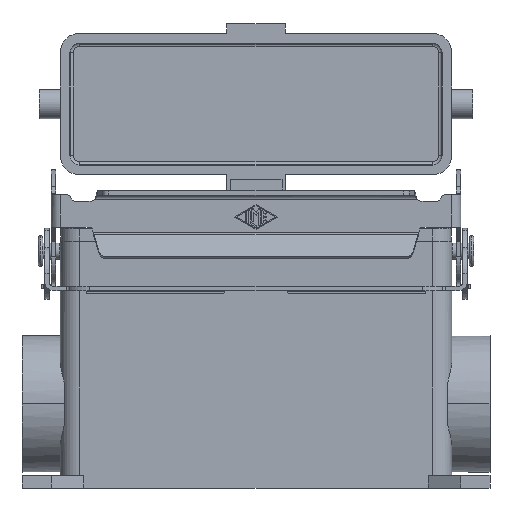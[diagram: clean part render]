
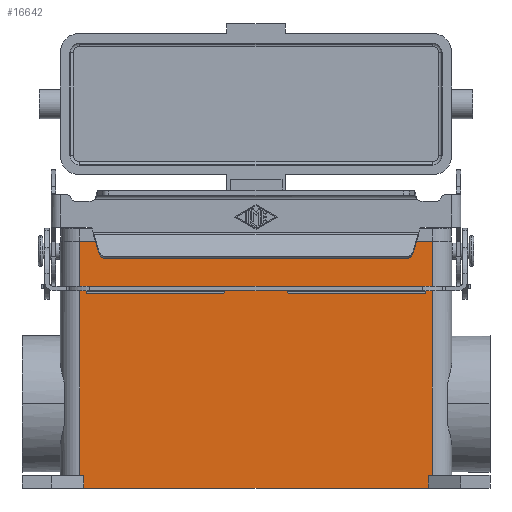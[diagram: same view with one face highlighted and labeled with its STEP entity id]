
A CAD part, front view. The second image highlights one B-rep face of the part: STEP entity #16642.
In plain terms, the highlighted planar face has unit normal (0, -1, 0).
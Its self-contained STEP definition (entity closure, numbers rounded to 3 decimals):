
#16403=CARTESIAN_POINT('',(53.0,-22.25,-73.0));
#16404=VERTEX_POINT('',#16403);
#16411=CARTESIAN_POINT('',(-53.0,-22.25,-73.0));
#16412=VERTEX_POINT('',#16411);
#16413=CARTESIAN_POINT('',(53.0,-22.25,-73.0));
#16414=DIRECTION('',(-1.0,0.0,0.0));
#16415=VECTOR('',#16414,106.0);
#16416=LINE('',#16413,#16415);
#16417=EDGE_CURVE('',#16404,#16412,#16416,.T.);
#16568=CARTESIAN_POINT('',(-53.0,-22.25,-69.));
#16569=VERTEX_POINT('',#16568);
#16578=CARTESIAN_POINT('',(-53.0,-22.25,-73.0));
#16579=DIRECTION('',(0.0,0.0,1.0));
#16580=VECTOR('',#16579,4.);
#16581=LINE('',#16578,#16580);
#16582=EDGE_CURVE('',#16412,#16569,#16581,.T.);
#16587=CARTESIAN_POINT('',(53.0,-22.25,-73.0));
#16588=DIRECTION('',(0.0,-1.0,0.0));
#16589=DIRECTION('',(0.0,0.0,-1.0));
#16590=AXIS2_PLACEMENT_3D('',#16587,#16588,#16589);
#16591=PLANE('',#16590);
#16592=ORIENTED_EDGE('',*,*,#16582,.F.);
#16593=ORIENTED_EDGE('',*,*,#16417,.F.);
#16594=CARTESIAN_POINT('',(53.0,-22.25,-69.));
#16595=VERTEX_POINT('',#16594);
#16596=CARTESIAN_POINT('',(53.0,-22.25,-73.0));
#16597=DIRECTION('',(0.0,0.0,1.0));
#16598=VECTOR('',#16597,4.);
#16599=LINE('',#16596,#16598);
#16600=EDGE_CURVE('',#16404,#16595,#16599,.T.);
#16601=ORIENTED_EDGE('',*,*,#16600,.T.);
#16602=CARTESIAN_POINT('',(54.25,-22.25,-69.));
#16603=VERTEX_POINT('',#16602);
#16604=CARTESIAN_POINT('',(54.25,-22.25,-69.));
#16605=DIRECTION('',(-1.0,0.0,0.0));
#16606=VECTOR('',#16605,1.25);
#16607=LINE('',#16604,#16606);
#16608=EDGE_CURVE('',#16603,#16595,#16607,.T.);
#16609=ORIENTED_EDGE('',*,*,#16608,.F.);
#16610=CARTESIAN_POINT('',(54.25,-22.25,3.));
#16611=VERTEX_POINT('',#16610);
#16612=CARTESIAN_POINT('',(54.25,-22.25,-69.));
#16613=DIRECTION('',(0.0,0.0,1.0));
#16614=VECTOR('',#16613,72.0);
#16615=LINE('',#16612,#16614);
#16616=EDGE_CURVE('',#16603,#16611,#16615,.T.);
#16617=ORIENTED_EDGE('',*,*,#16616,.T.);
#16618=CARTESIAN_POINT('',(-54.25,-22.25,3.));
#16619=VERTEX_POINT('',#16618);
#16620=CARTESIAN_POINT('',(54.25,-22.25,3.));
#16621=DIRECTION('',(-1.0,0.0,0.0));
#16622=VECTOR('',#16621,108.5);
#16623=LINE('',#16620,#16622);
#16624=EDGE_CURVE('',#16611,#16619,#16623,.T.);
#16625=ORIENTED_EDGE('',*,*,#16624,.T.);
#16626=CARTESIAN_POINT('',(-54.25,-22.25,-69.));
#16627=VERTEX_POINT('',#16626);
#16628=CARTESIAN_POINT('',(-54.25,-22.25,-69.));
#16629=DIRECTION('',(0.0,0.0,1.0));
#16630=VECTOR('',#16629,72.0);
#16631=LINE('',#16628,#16630);
#16632=EDGE_CURVE('',#16627,#16619,#16631,.T.);
#16633=ORIENTED_EDGE('',*,*,#16632,.F.);
#16634=CARTESIAN_POINT('',(-53.0,-22.25,-69.));
#16635=DIRECTION('',(-1.0,0.0,0.0));
#16636=VECTOR('',#16635,1.25);
#16637=LINE('',#16634,#16636);
#16638=EDGE_CURVE('',#16569,#16627,#16637,.T.);
#16639=ORIENTED_EDGE('',*,*,#16638,.F.);
#16640=EDGE_LOOP('',(#16592,#16593,#16601,#16609,#16617,#16625,#16633,#16639));
#16641=FACE_OUTER_BOUND('',#16640,.T.);
#16642=ADVANCED_FACE('',(#16641),#16591,.T.);
